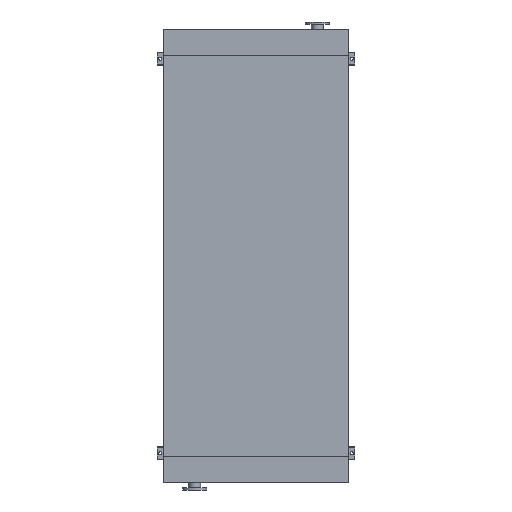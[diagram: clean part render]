
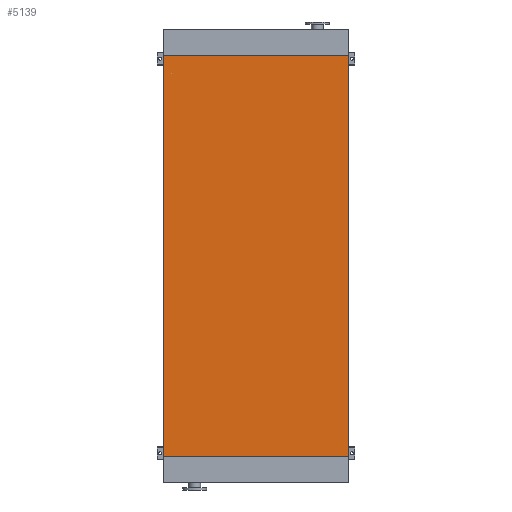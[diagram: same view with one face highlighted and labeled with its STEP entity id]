
A CAD part, front view. The second image highlights one B-rep face of the part: STEP entity #5139.
In plain terms, the highlighted planar face has unit normal (0, -1, 0).
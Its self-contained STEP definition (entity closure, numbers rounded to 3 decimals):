
#127 = VERTEX_POINT ( 'NONE', #15990 ) ;
#1768 = ORIENTED_EDGE ( 'NONE', *, *, #14972, .F. ) ;
#2969 = DIRECTION ( 'NONE',  ( 0., 0., 1. ) ) ;
#3333 = CARTESIAN_POINT ( 'NONE',  ( 845., 0., -3650. ) ) ;
#3543 = CARTESIAN_POINT ( 'NONE',  ( -845., 0., 0. ) ) ;
#3550 = DIRECTION ( 'NONE',  ( 1., 0., 0. ) ) ;
#3820 = LINE ( 'NONE', #9385, #11699 ) ;
#4563 = EDGE_CURVE ( 'NONE', #15045, #18127, #7734, .T. ) ;
#4778 = DIRECTION ( 'NONE',  ( 0., 0., -1. ) ) ;
#4801 = DIRECTION ( 'NONE',  ( 0., -1., 0. ) ) ;
#4808 = CARTESIAN_POINT ( 'NONE',  ( -845., 0., -3650. ) ) ;
#4865 = PLANE ( 'NONE',  #8596 ) ;
#5139 = ADVANCED_FACE ( 'NONE', ( #18422 ), #4865, .T. ) ;
#5217 = EDGE_CURVE ( 'NONE', #14125, #18127, #17160, .T. ) ;
#5538 = EDGE_CURVE ( 'NONE', #127, #15045, #3820, .T. ) ;
#6811 = ORIENTED_EDGE ( 'NONE', *, *, #5538, .T. ) ;
#7304 = ORIENTED_EDGE ( 'NONE', *, *, #4563, .T. ) ;
#7315 = EDGE_LOOP ( 'NONE', ( #9859, #1768, #6811, #7304 ) ) ;
#7734 = LINE ( 'NONE', #3333, #16982 ) ;
#7843 = VECTOR ( 'NONE', #9270, 1000. ) ;
#8486 = CARTESIAN_POINT ( 'NONE',  ( 845., 0., -3650. ) ) ;
#8596 = AXIS2_PLACEMENT_3D ( 'NONE', #4808, #4801, #4778 ) ;
#8713 = DIRECTION ( 'NONE',  ( 1., 0., 0. ) ) ;
#9270 = DIRECTION ( 'NONE',  ( 0., 0., 1. ) ) ;
#9301 = CARTESIAN_POINT ( 'NONE',  ( -845., 0., -3650. ) ) ;
#9385 = CARTESIAN_POINT ( 'NONE',  ( -845., 0., -3650. ) ) ;
#9859 = ORIENTED_EDGE ( 'NONE', *, *, #5217, .F. ) ;
#11360 = CARTESIAN_POINT ( 'NONE',  ( -845., 0., 0. ) ) ;
#11613 = LINE ( 'NONE', #9301, #7843 ) ;
#11699 = VECTOR ( 'NONE', #8713, 1000. ) ;
#12432 = CARTESIAN_POINT ( 'NONE',  ( 845., 0., 0. ) ) ;
#14125 = VERTEX_POINT ( 'NONE', #11360 ) ;
#14972 = EDGE_CURVE ( 'NONE', #127, #14125, #11613, .T. ) ;
#15045 = VERTEX_POINT ( 'NONE', #8486 ) ;
#15990 = CARTESIAN_POINT ( 'NONE',  ( -845., 0., -3650. ) ) ;
#16982 = VECTOR ( 'NONE', #2969, 1000. ) ;
#17160 = LINE ( 'NONE', #3543, #17503 ) ;
#17503 = VECTOR ( 'NONE', #3550, 1000. ) ;
#18127 = VERTEX_POINT ( 'NONE', #12432 ) ;
#18422 = FACE_OUTER_BOUND ( 'NONE', #7315, .T. ) ;
